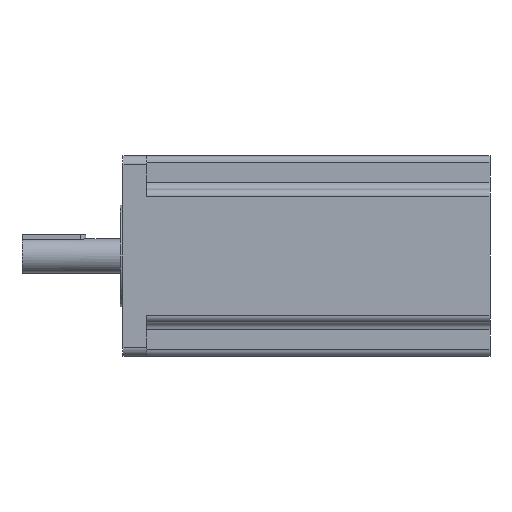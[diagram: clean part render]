
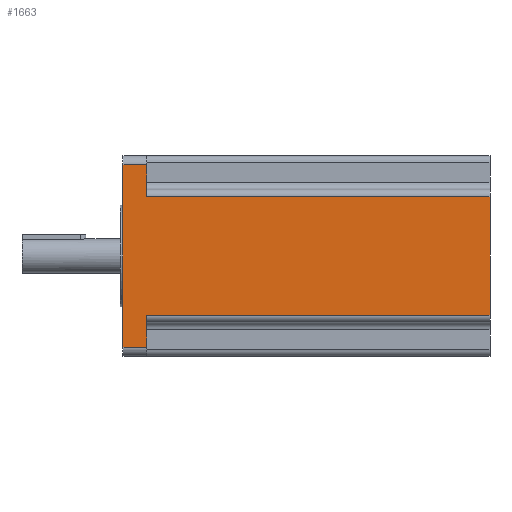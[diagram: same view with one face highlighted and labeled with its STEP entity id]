
A CAD part, left-side view. The second image highlights one B-rep face of the part: STEP entity #1663.
In plain terms, the highlighted planar face has unit normal (-1, 0, 0).
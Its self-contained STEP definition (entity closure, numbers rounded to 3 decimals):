
#14 = LINE ( 'NONE', #57, #123 ) ;
#21 = VERTEX_POINT ( 'NONE', #346 ) ;
#57 = CARTESIAN_POINT ( 'NONE',  ( -55., -188., 36.5 ) ) ;
#123 = VECTOR ( 'NONE', #1137, 1000. ) ;
#160 = LINE ( 'NONE', #1107, #923 ) ;
#173 = LINE ( 'NONE', #1340, #993 ) ;
#176 = LINE ( 'NONE', #1157, #941 ) ;
#179 = EDGE_CURVE ( 'NONE', #425, #929, #173, .T. ) ;
#205 = VECTOR ( 'NONE', #1548, 1000. ) ;
#223 = VERTEX_POINT ( 'NONE', #1469 ) ;
#225 = DIRECTION ( 'NONE',  ( 0., -1., 0. ) ) ;
#236 = DIRECTION ( 'NONE',  ( 0., 1., 0. ) ) ;
#305 = VERTEX_POINT ( 'NONE', #1906 ) ;
#315 = AXIS2_PLACEMENT_3D ( 'NONE', #1655, #1952, #1043 ) ;
#346 = CARTESIAN_POINT ( 'NONE',  ( -55., 0., -50. ) ) ;
#364 = VERTEX_POINT ( 'NONE', #644 ) ;
#412 = CARTESIAN_POINT ( 'NONE',  ( -55., 0., -55. ) ) ;
#425 = VERTEX_POINT ( 'NONE', #529 ) ;
#472 = LINE ( 'NONE', #1811, #880 ) ;
#474 = EDGE_CURVE ( 'NONE', #610, #364, #14, .T. ) ;
#529 = CARTESIAN_POINT ( 'NONE',  ( -55., 13., -50. ) ) ;
#610 = VERTEX_POINT ( 'NONE', #1819 ) ;
#611 = LINE ( 'NONE', #1455, #205 ) ;
#644 = CARTESIAN_POINT ( 'NONE',  ( -55., -188., -32.5 ) ) ;
#648 = ORIENTED_EDGE ( 'NONE', *, *, #812, .T. ) ;
#812 = EDGE_CURVE ( 'NONE', #425, #21, #472, .T. ) ;
#880 = VECTOR ( 'NONE', #1667, 1000. ) ;
#923 = VECTOR ( 'NONE', #963, 1000. ) ;
#929 = VERTEX_POINT ( 'NONE', #1882 ) ;
#941 = VECTOR ( 'NONE', #236, 1000. ) ;
#963 = DIRECTION ( 'NONE',  ( 0., 0., 1. ) ) ;
#993 = VECTOR ( 'NONE', #1327, 1000. ) ;
#1022 = LINE ( 'NONE', #1220, #1793 ) ;
#1043 = DIRECTION ( 'NONE',  ( 0., 0., -1. ) ) ;
#1075 = VECTOR ( 'NONE', #1350, 1000. ) ;
#1084 = ORIENTED_EDGE ( 'NONE', *, *, #1250, .T. ) ;
#1107 = CARTESIAN_POINT ( 'NONE',  ( -55., 0., -55. ) ) ;
#1137 = DIRECTION ( 'NONE',  ( 0., 0., -1. ) ) ;
#1157 = CARTESIAN_POINT ( 'NONE',  ( -55., 13., 32.5 ) ) ;
#1220 = CARTESIAN_POINT ( 'NONE',  ( -55., 13., -32.5 ) ) ;
#1239 = EDGE_CURVE ( 'NONE', #1777, #364, #1022, .T. ) ;
#1250 = EDGE_CURVE ( 'NONE', #223, #929, #611, .T. ) ;
#1312 = EDGE_CURVE ( 'NONE', #305, #223, #160, .T. ) ;
#1327 = DIRECTION ( 'NONE',  ( 0., 0., 1. ) ) ;
#1337 = ORIENTED_EDGE ( 'NONE', *, *, #1239, .T. ) ;
#1340 = CARTESIAN_POINT ( 'NONE',  ( -55., 13., -55. ) ) ;
#1350 = DIRECTION ( 'NONE',  ( 0., 0., 1. ) ) ;
#1361 = ORIENTED_EDGE ( 'NONE', *, *, #1517, .T. ) ;
#1451 = ORIENTED_EDGE ( 'NONE', *, *, #179, .F. ) ;
#1455 = CARTESIAN_POINT ( 'NONE',  ( -55., 13., 50. ) ) ;
#1469 = CARTESIAN_POINT ( 'NONE',  ( -55., 0., 50. ) ) ;
#1493 = FACE_OUTER_BOUND ( 'NONE', #1976, .T. ) ;
#1517 = EDGE_CURVE ( 'NONE', #610, #305, #176, .T. ) ;
#1544 = ORIENTED_EDGE ( 'NONE', *, *, #474, .F. ) ;
#1548 = DIRECTION ( 'NONE',  ( 0., 1., 0. ) ) ;
#1549 = CARTESIAN_POINT ( 'NONE',  ( -55., 0., -32.5 ) ) ;
#1622 = EDGE_CURVE ( 'NONE', #21, #1777, #1880, .T. ) ;
#1655 = CARTESIAN_POINT ( 'NONE',  ( -55., 13., -55. ) ) ;
#1663 = ADVANCED_FACE ( 'NONE', ( #1493 ), #1809, .F. ) ;
#1667 = DIRECTION ( 'NONE',  ( 0., -1., 0. ) ) ;
#1777 = VERTEX_POINT ( 'NONE', #1549 ) ;
#1793 = VECTOR ( 'NONE', #225, 1000. ) ;
#1809 = PLANE ( 'NONE',  #315 ) ;
#1811 = CARTESIAN_POINT ( 'NONE',  ( -55., 13., -50. ) ) ;
#1819 = CARTESIAN_POINT ( 'NONE',  ( -55., -188., 32.5 ) ) ;
#1824 = ORIENTED_EDGE ( 'NONE', *, *, #1312, .T. ) ;
#1835 = ORIENTED_EDGE ( 'NONE', *, *, #1622, .T. ) ;
#1880 = LINE ( 'NONE', #412, #1075 ) ;
#1882 = CARTESIAN_POINT ( 'NONE',  ( -55., 13., 50. ) ) ;
#1906 = CARTESIAN_POINT ( 'NONE',  ( -55., 0., 32.5 ) ) ;
#1952 = DIRECTION ( 'NONE',  ( 1., 0., 0. ) ) ;
#1976 = EDGE_LOOP ( 'NONE', ( #1835, #1337, #1544, #1361, #1824, #1084, #1451, #648 ) ) ;
